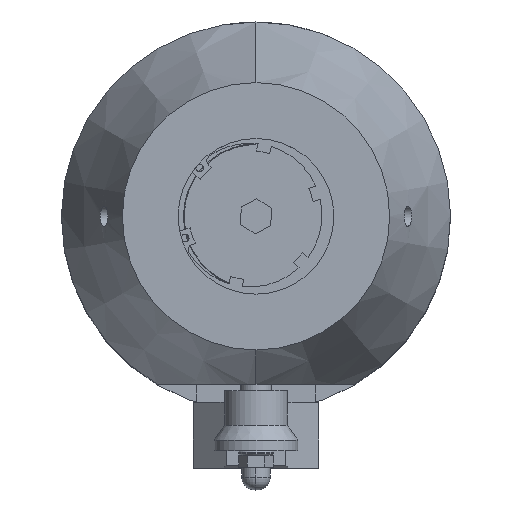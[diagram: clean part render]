
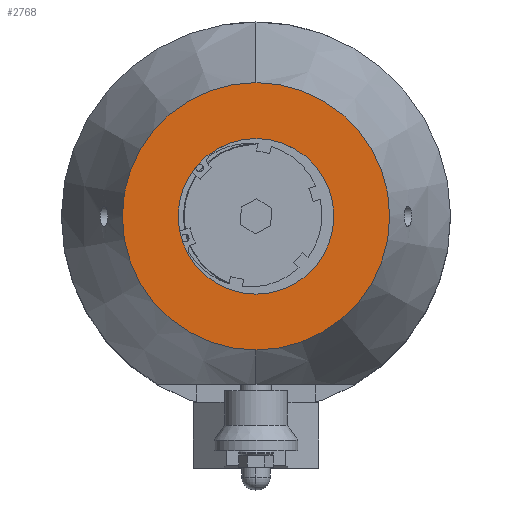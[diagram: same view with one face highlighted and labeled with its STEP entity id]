
A CAD part, top view. The second image highlights one B-rep face of the part: STEP entity #2768.
In plain terms, the highlighted planar face has unit normal (0, 0, 1).
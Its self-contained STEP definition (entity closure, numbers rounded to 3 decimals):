
#2768=ADVANCED_FACE('',(#5745,#5746),#5747,.T.);
#5745=FACE_BOUND('',#9164,.T.);
#5746=FACE_OUTER_BOUND('',#9165,.T.);
#5747=PLANE('',#9166);
#9164=EDGE_LOOP('',(#16087,#16088));
#9165=EDGE_LOOP('',(#16089,#16090));
#9166=AXIS2_PLACEMENT_3D('',#16091,#16092,#16093);
#16087=ORIENTED_EDGE('',*,*,#21076,.T.);
#16088=ORIENTED_EDGE('',*,*,#21148,.T.);
#16089=ORIENTED_EDGE('',*,*,#21149,.F.);
#16090=ORIENTED_EDGE('',*,*,#21040,.F.);
#16091=CARTESIAN_POINT('',(0.0,0.0,216.2));
#16092=DIRECTION('',(0.0,0.0,1.0));
#16093=DIRECTION('',(0.,-1.0,0.0));
#21040=EDGE_CURVE('',#25400,#25394,#25402,.T.);
#21076=EDGE_CURVE('',#25461,#25465,#25467,.T.);
#21148=EDGE_CURVE('',#25465,#25461,#25573,.T.);
#21149=EDGE_CURVE('',#25394,#25400,#25574,.T.);
#25394=VERTEX_POINT('',#31947);
#25400=VERTEX_POINT('',#31963);
#25402=CIRCLE('',#31966,44.655);
#25461=VERTEX_POINT('',#32121);
#25465=VERTEX_POINT('',#32126);
#25467=CIRCLE('',#32129,26.0);
#25573=CIRCLE('',#32443,26.0);
#25574=CIRCLE('',#32444,44.655);
#31947=CARTESIAN_POINT('',(0.,-44.655,216.2));
#31963=CARTESIAN_POINT('',(0.,44.655,216.2));
#31966=AXIS2_PLACEMENT_3D('',#37482,#37483,#37484);
#32121=CARTESIAN_POINT('',(0.,-26.0,216.2));
#32126=CARTESIAN_POINT('',(0.,26.0,216.2));
#32129=AXIS2_PLACEMENT_3D('',#37532,#37533,#37534);
#32443=AXIS2_PLACEMENT_3D('',#37627,#37628,#37629);
#32444=AXIS2_PLACEMENT_3D('',#37630,#37631,#37632);
#37482=CARTESIAN_POINT('',(0.0,0.0,216.2));
#37483=DIRECTION('',(0.0,-0.0,-1.0));
#37484=DIRECTION('',(0.,-1.0,0.0));
#37532=CARTESIAN_POINT('',(0.0,0.0,216.2));
#37533=DIRECTION('',(0.0,-0.0,-1.0));
#37534=DIRECTION('',(0.,-1.0,0.0));
#37627=CARTESIAN_POINT('',(0.0,0.0,216.2));
#37628=DIRECTION('',(0.0,-0.0,-1.0));
#37629=DIRECTION('',(0.,-1.0,0.0));
#37630=CARTESIAN_POINT('',(0.0,0.0,216.2));
#37631=DIRECTION('',(0.0,-0.0,-1.0));
#37632=DIRECTION('',(0.,-1.0,0.0));
